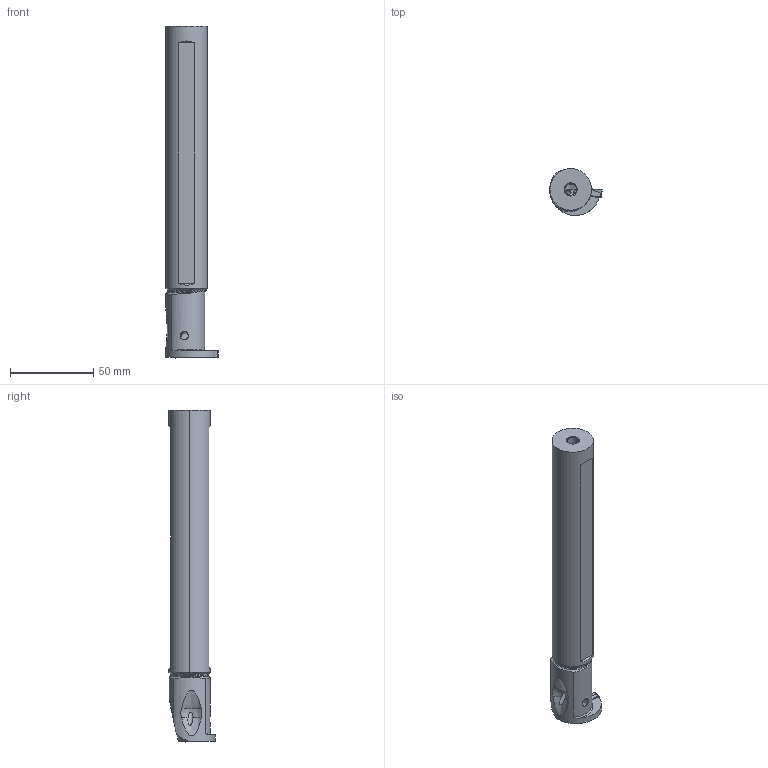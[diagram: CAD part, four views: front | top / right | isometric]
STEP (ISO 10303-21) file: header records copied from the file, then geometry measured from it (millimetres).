
FILE_DESCRIPTION(/* description */ (''),/* implementation_level */ '2;1');
FILE_NAME(/* name */ 'GYAL25R90B-H07_CW4_75_MR0_4.stp',/* time_stamp */ '2023-03-20T14:53:17+09:00',/* author */ (''),/* organization */ (''),/* preprocessor_version */ 'ST-DEVELOPER v16',/* originating_system */ 'SIEMENS PLM Software NX 10.0',/* authorisation */ '');
FILE_SCHEMA (('AUTOMOTIVE_DESIGN { 1 0 10303 214 3 1 1 1 }'));
Length unit declared in the file: millimetre
Products named in the file (1): GYAL25R90B-H07_CW4_75_MR0_4_ASM
Bounding box: 31.68 x 27.82 x 199.87 mm (x, y, z)
Volume: 86476.5 mm3; surface area: 21778.5 mm2
Topology: 2 solids, 2 shells, 125 faces, 413 edges, 319 vertices
Faces by surface type: cylinder 46, plane 44, cone 13, bspline 7, torus 7, extrusion 6, sphere 2
Entity records: 6010 total; most frequent: CARTESIAN_POINT 2441, ORIENTED_EDGE 764, DIRECTION 635, EDGE_CURVE 382, VERTEX_POINT 264, AXIS2_PLACEMENT_3D 239, VECTOR 157, LINE 151
